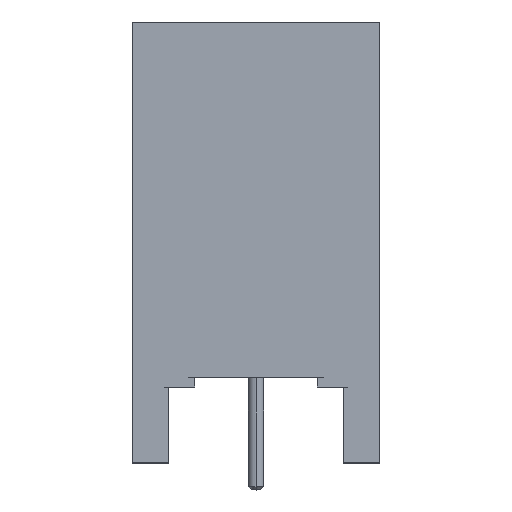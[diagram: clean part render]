
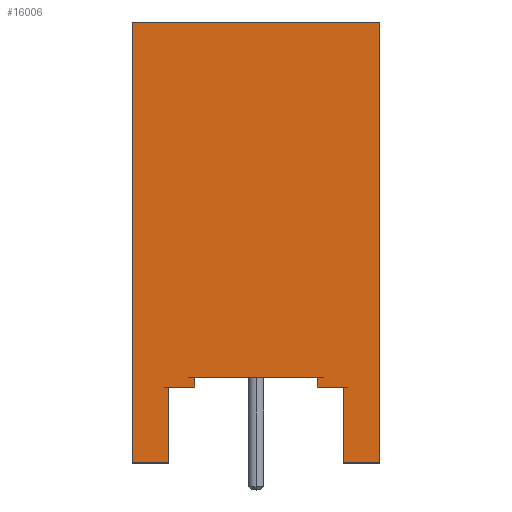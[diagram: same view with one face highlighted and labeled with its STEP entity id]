
A CAD part, top view. The second image highlights one B-rep face of the part: STEP entity #16006.
In plain terms, the highlighted planar face has unit normal (0, 0, 1).
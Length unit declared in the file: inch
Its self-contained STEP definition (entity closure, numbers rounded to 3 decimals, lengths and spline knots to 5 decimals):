
#259=DIRECTION('',(0.,1.,0.));
#260=VECTOR('',#259,0.114);
#261=CARTESIAN_POINT('',(-0.13131,-0.129,0.187));
#262=LINE('',#261,#260);
#263=DIRECTION('',(1.,0.,0.));
#264=VECTOR('',#263,0.05569);
#265=CARTESIAN_POINT('',(-0.187,-0.129,0.187));
#266=LINE('',#265,#264);
#267=DIRECTION('',(0.,-1.,0.));
#268=VECTOR('',#267,0.665);
#269=CARTESIAN_POINT('',(-0.187,0.536,0.187));
#270=LINE('',#269,#268);
#271=DIRECTION('',(-1.,0.,0.));
#272=VECTOR('',#271,0.374);
#273=CARTESIAN_POINT('',(0.187,0.536,0.187));
#274=LINE('',#273,#272);
#275=DIRECTION('',(0.,1.,0.));
#276=VECTOR('',#275,0.665);
#277=CARTESIAN_POINT('',(0.187,-0.129,0.187));
#278=LINE('',#277,#276);
#279=DIRECTION('',(1.,0.,0.));
#280=VECTOR('',#279,0.05569);
#281=CARTESIAN_POINT('',(0.13131,-0.129,0.187));
#282=LINE('',#281,#280);
#283=DIRECTION('',(0.,1.,0.));
#284=VECTOR('',#283,0.114);
#285=CARTESIAN_POINT('',(0.13131,-0.129,0.187));
#286=LINE('',#285,#284);
#287=DIRECTION('',(1.,0.,0.));
#288=VECTOR('',#287,0.0391);
#289=CARTESIAN_POINT('',(0.09221,-0.015,0.187));
#290=LINE('',#289,#288);
#291=DIRECTION('',(0.,1.,0.));
#292=VECTOR('',#291,0.015);
#293=CARTESIAN_POINT('',(0.09221,-0.015,0.187));
#294=LINE('',#293,#292);
#295=DIRECTION('',(1.,0.,0.));
#296=VECTOR('',#295,0.18443);
#297=CARTESIAN_POINT('',(-0.09221,0.,0.187));
#298=LINE('',#297,#296);
#299=DIRECTION('',(0.,1.,0.));
#300=VECTOR('',#299,0.015);
#301=CARTESIAN_POINT('',(-0.09221,-0.015,0.187));
#302=LINE('',#301,#300);
#303=DIRECTION('',(1.,0.,0.));
#304=VECTOR('',#303,0.0391);
#305=CARTESIAN_POINT('',(-0.13131,-0.015,0.187));
#306=LINE('',#305,#304);
#14877=CARTESIAN_POINT('',(-0.187,0.536,0.187));
#14878=CARTESIAN_POINT('',(-0.187,-0.129,0.187));
#14879=VERTEX_POINT('',#14877);
#14880=VERTEX_POINT('',#14878);
#14881=CARTESIAN_POINT('',(0.187,-0.129,0.187));
#14882=CARTESIAN_POINT('',(0.187,0.536,0.187));
#14883=VERTEX_POINT('',#14881);
#14884=VERTEX_POINT('',#14882);
#14901=CARTESIAN_POINT('',(-0.13131,-0.129,0.187));
#14902=CARTESIAN_POINT('',(-0.13131,-0.015,0.187));
#14903=VERTEX_POINT('',#14901);
#14904=VERTEX_POINT('',#14902);
#14905=CARTESIAN_POINT('',(-0.09221,-0.015,0.187));
#14906=VERTEX_POINT('',#14905);
#14907=CARTESIAN_POINT('',(0.09221,-0.015,0.187));
#14908=CARTESIAN_POINT('',(0.13131,-0.015,0.187));
#14909=VERTEX_POINT('',#14907);
#14910=VERTEX_POINT('',#14908);
#14911=CARTESIAN_POINT('',(-0.09221,0.,0.187));
#14912=VERTEX_POINT('',#14911);
#14913=CARTESIAN_POINT('',(0.09221,0.,0.187));
#14914=VERTEX_POINT('',#14913);
#14915=CARTESIAN_POINT('',(0.13131,-0.129,0.187));
#14916=VERTEX_POINT('',#14915);
#15980=CARTESIAN_POINT('',(0.,0.,0.187));
#15981=DIRECTION('',(0.,0.,1.));
#15982=DIRECTION('',(1.,0.,0.));
#15983=AXIS2_PLACEMENT_3D('',#15980,#15981,#15982);
#15984=PLANE('',#15983);
#15986=ORIENTED_EDGE('',*,*,#15985,.F.);
#15988=ORIENTED_EDGE('',*,*,#15987,.F.);
#15989=ORIENTED_EDGE('',*,*,#15785,.F.);
#15990=ORIENTED_EDGE('',*,*,#15812,.F.);
#15991=ORIENTED_EDGE('',*,*,#15837,.F.);
#15993=ORIENTED_EDGE('',*,*,#15992,.F.);
#15995=ORIENTED_EDGE('',*,*,#15994,.T.);
#15997=ORIENTED_EDGE('',*,*,#15996,.F.);
#15999=ORIENTED_EDGE('',*,*,#15998,.T.);
#16000=ORIENTED_EDGE('',*,*,#15886,.F.);
#16001=ORIENTED_EDGE('',*,*,#15971,.F.);
#16003=ORIENTED_EDGE('',*,*,#16002,.F.);
#16004=EDGE_LOOP('',(#15986,#15988,#15989,#15990,#15991,#15993,#15995,#15997,
#15999,#16000,#16001,#16003));
#16005=FACE_OUTER_BOUND('',#16004,.F.);
#16006=ADVANCED_FACE('',(#16005),#15984,.T.);
#15785=EDGE_CURVE('',#14879,#14880,#270,.T.);
#15812=EDGE_CURVE('',#14884,#14879,#274,.T.);
#15837=EDGE_CURVE('',#14883,#14884,#278,.T.);
#15886=EDGE_CURVE('',#14912,#14914,#298,.T.);
#15971=EDGE_CURVE('',#14906,#14912,#302,.T.);
#15985=EDGE_CURVE('',#14903,#14904,#262,.T.);
#15987=EDGE_CURVE('',#14880,#14903,#266,.T.);
#15992=EDGE_CURVE('',#14916,#14883,#282,.T.);
#15994=EDGE_CURVE('',#14916,#14910,#286,.T.);
#15996=EDGE_CURVE('',#14909,#14910,#290,.T.);
#15998=EDGE_CURVE('',#14909,#14914,#294,.T.);
#16002=EDGE_CURVE('',#14904,#14906,#306,.T.);
